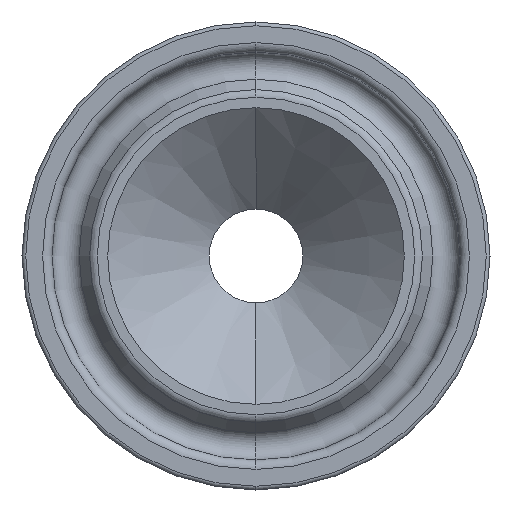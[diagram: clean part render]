
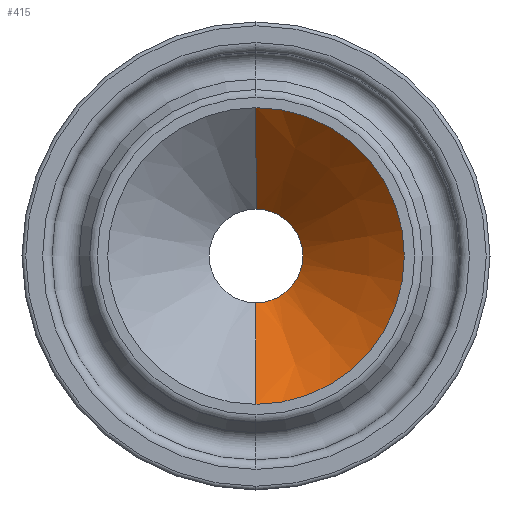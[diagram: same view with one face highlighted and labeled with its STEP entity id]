
A CAD part, left-side view. The second image highlights one B-rep face of the part: STEP entity #415.
In plain terms, the highlighted conical face has half-angle 47.335 degrees and reference radius 2.5 mm.
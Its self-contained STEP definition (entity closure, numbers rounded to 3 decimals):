
#39 = CARTESIAN_POINT ( 'NONE',  ( 5.8, 0., -2.5 ) ) ;
#44 = DIRECTION ( 'NONE',  ( 0., 0., 1. ) ) ;
#104 = VECTOR ( 'NONE', #601, 1000. ) ;
#185 = ORIENTED_EDGE ( 'NONE', *, *, #763, .T. ) ;
#221 = CARTESIAN_POINT ( 'NONE',  ( 0.8, 0., 0. ) ) ;
#243 = CARTESIAN_POINT ( 'NONE',  ( 0.8, 0., -7.925 ) ) ;
#334 = CIRCLE ( 'NONE', #458, 2.5 ) ;
#344 = VERTEX_POINT ( 'NONE', #919 ) ;
#356 = CARTESIAN_POINT ( 'NONE',  ( 5.8, 0., -2.5 ) ) ;
#364 = AXIS2_PLACEMENT_3D ( 'NONE', #369, #776, #697 ) ;
#366 = ORIENTED_EDGE ( 'NONE', *, *, #943, .T. ) ;
#369 = CARTESIAN_POINT ( 'NONE',  ( 5.8, 0., 0. ) ) ;
#415 = ADVANCED_FACE ( 'NONE', ( #872 ), #688, .F. ) ;
#458 = AXIS2_PLACEMENT_3D ( 'NONE', #715, #725, #810 ) ;
#545 = VERTEX_POINT ( 'NONE', #969 ) ;
#601 = DIRECTION ( 'NONE',  ( -0.678, 0., -0.735 ) ) ;
#635 = VERTEX_POINT ( 'NONE', #243 ) ;
#666 = ORIENTED_EDGE ( 'NONE', *, *, #978, .F. ) ;
#687 = DIRECTION ( 'NONE',  ( -0.678, 0., 0.735 ) ) ;
#688 = CONICAL_SURFACE ( 'NONE', #364, 2.5, 0.826 ) ;
#689 = ORIENTED_EDGE ( 'NONE', *, *, #747, .F. ) ;
#694 = LINE ( 'NONE', #356, #104 ) ;
#697 = DIRECTION ( 'NONE',  ( 0., 0., 1. ) ) ;
#715 = CARTESIAN_POINT ( 'NONE',  ( 5.8, 0., 0. ) ) ;
#725 = DIRECTION ( 'NONE',  ( -1., 0., 0. ) ) ;
#735 = VECTOR ( 'NONE', #687, 1000. ) ;
#747 = EDGE_CURVE ( 'NONE', #545, #344, #1029, .T. ) ;
#763 = EDGE_CURVE ( 'NONE', #1001, #635, #694, .T. ) ;
#768 = AXIS2_PLACEMENT_3D ( 'NONE', #221, #798, #44 ) ;
#776 = DIRECTION ( 'NONE',  ( -1., 0., 0. ) ) ;
#798 = DIRECTION ( 'NONE',  ( -1., 0., 0. ) ) ;
#810 = DIRECTION ( 'NONE',  ( 0., 0., 1. ) ) ;
#871 = CARTESIAN_POINT ( 'NONE',  ( 5.8, 0., 2.5 ) ) ;
#872 = FACE_OUTER_BOUND ( 'NONE', #934, .T. ) ;
#919 = CARTESIAN_POINT ( 'NONE',  ( 0.8, 0., 7.925 ) ) ;
#934 = EDGE_LOOP ( 'NONE', ( #666, #185, #366, #689 ) ) ;
#943 = EDGE_CURVE ( 'NONE', #635, #344, #981, .T. ) ;
#969 = CARTESIAN_POINT ( 'NONE',  ( 5.8, 0., 2.5 ) ) ;
#978 = EDGE_CURVE ( 'NONE', #1001, #545, #334, .T. ) ;
#981 = CIRCLE ( 'NONE', #768, 7.925 ) ;
#1001 = VERTEX_POINT ( 'NONE', #39 ) ;
#1029 = LINE ( 'NONE', #871, #735 ) ;
